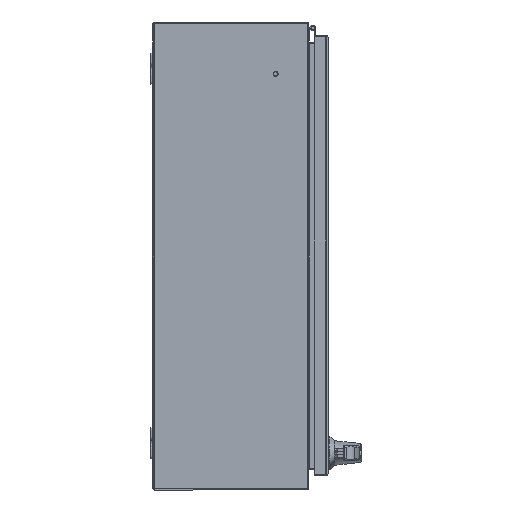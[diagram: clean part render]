
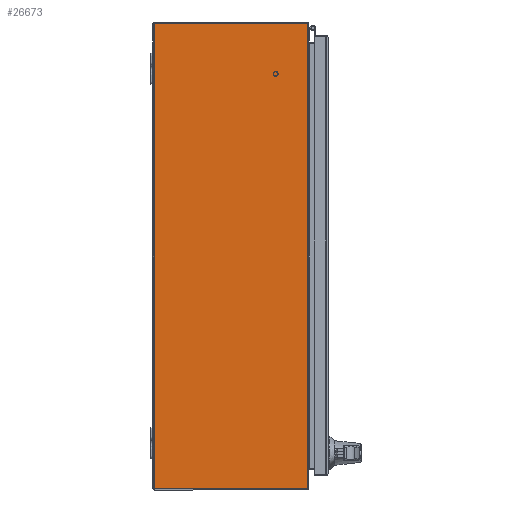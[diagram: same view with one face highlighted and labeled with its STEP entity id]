
A CAD part, front view. The second image highlights one B-rep face of the part: STEP entity #26673.
In plain terms, the highlighted face is planar.
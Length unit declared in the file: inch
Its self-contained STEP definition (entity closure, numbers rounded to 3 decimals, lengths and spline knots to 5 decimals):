
#1665 = VERTEX_POINT ( 'NONE', #97292 ) ;
#2687 = ORIENTED_EDGE ( 'NONE', *, *, #53318, .F. ) ;
#3492 = CARTESIAN_POINT ( 'NONE',  ( 14.92789, -0.108, -21. ) ) ;
#6255 = VECTOR ( 'NONE', #57588, 39.37008 ) ;
#14563 = VERTEX_POINT ( 'NONE', #62692 ) ;
#16601 = CARTESIAN_POINT ( 'NONE',  ( -104.406, 0., -21. ) ) ;
#22978 = AXIS2_PLACEMENT_3D ( 'NONE', #16601, #70076, #44938 ) ;
#26673 = ADVANCED_FACE ( 'NONE', ( #76528 ), #114944, .F. ) ;
#27625 = ORIENTED_EDGE ( 'NONE', *, *, #71307, .F. ) ;
#30875 = VERTEX_POINT ( 'NONE', #3492 ) ;
#34472 = ORIENTED_EDGE ( 'NONE', *, *, #62207, .F. ) ;
#35069 = DIRECTION ( 'NONE',  ( 1., 0., 0. ) ) ;
#40197 = CIRCLE ( 'NONE', #72192, 0.1 ) ;
#41735 = VECTOR ( 'NONE', #35069, 39.37008 ) ;
#42309 = DIRECTION ( 'NONE',  ( 0., 0., 1. ) ) ;
#44938 = DIRECTION ( 'NONE',  ( 1., 0., 0. ) ) ;
#50429 = EDGE_CURVE ( 'NONE', #30875, #55669, #54150, .T. ) ;
#50659 = CARTESIAN_POINT ( 'NONE',  ( 14.82789, -9.85871, -21. ) ) ;
#51561 = LINE ( 'NONE', #91180, #69794 ) ;
#53318 = EDGE_CURVE ( 'NONE', #1665, #115246, #86682, .T. ) ;
#54012 = CARTESIAN_POINT ( 'NONE',  ( -14.92789, -0.108, -21. ) ) ;
#54150 = LINE ( 'NONE', #84238, #6255 ) ;
#55669 = VERTEX_POINT ( 'NONE', #54012 ) ;
#57588 = DIRECTION ( 'NONE',  ( -1., 0., 0. ) ) ;
#58085 = CARTESIAN_POINT ( 'NONE',  ( 14.92218, -9.892, -21. ) ) ;
#59644 = DIRECTION ( 'NONE',  ( -1., 0., 0. ) ) ;
#62207 = EDGE_CURVE ( 'NONE', #104665, #14563, #40197, .T. ) ;
#62692 = CARTESIAN_POINT ( 'NONE',  ( 14.92789, -9.85871, -21. ) ) ;
#69794 = VECTOR ( 'NONE', #83269, 39.37008 ) ;
#69802 = AXIS2_PLACEMENT_3D ( 'NONE', #77644, #42309, #59644 ) ;
#70076 = DIRECTION ( 'NONE',  ( 0., 0., 1. ) ) ;
#70976 = EDGE_CURVE ( 'NONE', #115246, #104665, #97980, .T. ) ;
#71307 = EDGE_CURVE ( 'NONE', #14563, #30875, #51561, .T. ) ;
#72192 = AXIS2_PLACEMENT_3D ( 'NONE', #50659, #95350, #96130 ) ;
#76459 = ORIENTED_EDGE ( 'NONE', *, *, #50429, .F. ) ;
#76528 = FACE_OUTER_BOUND ( 'NONE', #91482, .T. ) ;
#77644 = CARTESIAN_POINT ( 'NONE',  ( -14.82789, -9.85871, -21. ) ) ;
#78312 = VECTOR ( 'NONE', #110562, 39.37008 ) ;
#79726 = ORIENTED_EDGE ( 'NONE', *, *, #70976, .F. ) ;
#82589 = CARTESIAN_POINT ( 'NONE',  ( -14.92789, 0., -21. ) ) ;
#83269 = DIRECTION ( 'NONE',  ( 0., 1., 0. ) ) ;
#84238 = CARTESIAN_POINT ( 'NONE',  ( 14.892, -0.108, -21. ) ) ;
#86682 = CIRCLE ( 'NONE', #69802, 0.1 ) ;
#89528 = EDGE_CURVE ( 'NONE', #55669, #1665, #107911, .T. ) ;
#91180 = CARTESIAN_POINT ( 'NONE',  ( 14.92789, 0., -21. ) ) ;
#91482 = EDGE_LOOP ( 'NONE', ( #34472, #79726, #2687, #92729, #76459, #27625 ) ) ;
#92582 = CARTESIAN_POINT ( 'NONE',  ( -14.92218, -9.892, -21. ) ) ;
#92729 = ORIENTED_EDGE ( 'NONE', *, *, #89528, .F. ) ;
#95350 = DIRECTION ( 'NONE',  ( 0., 0., 1. ) ) ;
#96130 = DIRECTION ( 'NONE',  ( 1., 0., 0. ) ) ;
#97292 = CARTESIAN_POINT ( 'NONE',  ( -14.92789, -9.85871, -21. ) ) ;
#97980 = LINE ( 'NONE', #114895, #41735 ) ;
#104665 = VERTEX_POINT ( 'NONE', #58085 ) ;
#107911 = LINE ( 'NONE', #82589, #78312 ) ;
#110562 = DIRECTION ( 'NONE',  ( 0., -1., 0. ) ) ;
#114895 = CARTESIAN_POINT ( 'NONE',  ( -104.406, -9.892, -21. ) ) ;
#114944 = PLANE ( 'NONE',  #22978 ) ;
#115246 = VERTEX_POINT ( 'NONE', #92582 ) ;
